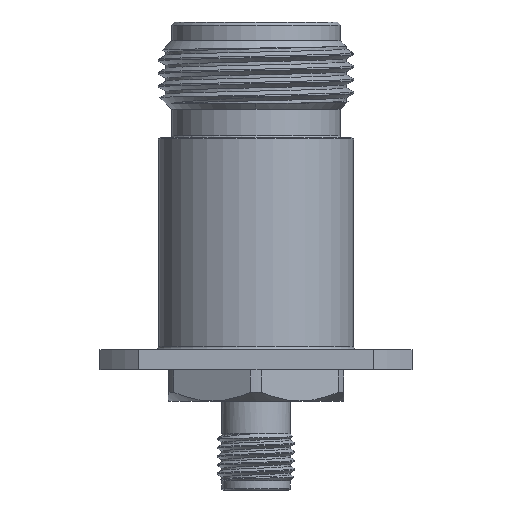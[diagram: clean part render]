
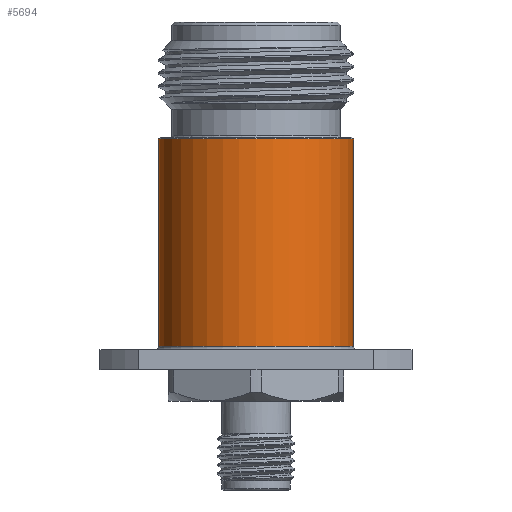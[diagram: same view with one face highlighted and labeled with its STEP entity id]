
A CAD part, front view. The second image highlights one B-rep face of the part: STEP entity #5694.
In plain terms, the highlighted cylindrical face has radius 7.938 mm (diameter 15.875 mm), a partial arc.
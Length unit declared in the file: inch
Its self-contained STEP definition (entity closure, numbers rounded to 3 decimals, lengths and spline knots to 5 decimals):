
#446 = CARTESIAN_POINT ( 'NONE',  ( 0., 0., -0.82 ) ) ;
#746 = CARTESIAN_POINT ( 'NONE',  ( -0.3125, 0., -0.82 ) ) ;
#774 = CIRCLE ( 'NONE', #3610, 0.3125 ) ;
#965 = VERTEX_POINT ( 'NONE', #5443 ) ;
#1231 = DIRECTION ( 'NONE',  ( 0., 0., 1. ) ) ;
#1370 = VERTEX_POINT ( 'NONE', #6755 ) ;
#1392 = VECTOR ( 'NONE', #6728, 39.37008 ) ;
#1402 = DIRECTION ( 'NONE',  ( 0., 0., 1. ) ) ;
#1559 = LINE ( 'NONE', #746, #4468 ) ;
#2023 = ORIENTED_EDGE ( 'NONE', *, *, #6089, .T. ) ;
#2065 = DIRECTION ( 'NONE',  ( 1., 0., 0. ) ) ;
#2173 = FACE_OUTER_BOUND ( 'NONE', #5815, .T. ) ;
#2354 = AXIS2_PLACEMENT_3D ( 'NONE', #446, #5310, #2065 ) ;
#2500 = DIRECTION ( 'NONE',  ( 1., 0., 0. ) ) ;
#2523 = DIRECTION ( 'NONE',  ( -1., 0., 0. ) ) ;
#2564 = ORIENTED_EDGE ( 'NONE', *, *, #3119, .T. ) ;
#2653 = ORIENTED_EDGE ( 'NONE', *, *, #4488, .T. ) ;
#2848 = LINE ( 'NONE', #5634, #1392 ) ;
#3119 = EDGE_CURVE ( 'NONE', #965, #5997, #6784, .T. ) ;
#3331 = CARTESIAN_POINT ( 'NONE',  ( -0.3125, 0., -0.375 ) ) ;
#3444 = CYLINDRICAL_SURFACE ( 'NONE', #2354, 0.3125 ) ;
#3610 = AXIS2_PLACEMENT_3D ( 'NONE', #4155, #1402, #2523 ) ;
#4155 = CARTESIAN_POINT ( 'NONE',  ( 0., 0., -1.04 ) ) ;
#4276 = AXIS2_PLACEMENT_3D ( 'NONE', #5156, #4607, #2500 ) ;
#4468 = VECTOR ( 'NONE', #1231, 39.37008 ) ;
#4488 = EDGE_CURVE ( 'NONE', #7027, #1370, #774, .T. ) ;
#4607 = DIRECTION ( 'NONE',  ( 0., 0., -1. ) ) ;
#4867 = CARTESIAN_POINT ( 'NONE',  ( -0.3125, 0., -1.04 ) ) ;
#5156 = CARTESIAN_POINT ( 'NONE',  ( 0., 0., -0.375 ) ) ;
#5310 = DIRECTION ( 'NONE',  ( 0., 0., 1. ) ) ;
#5443 = CARTESIAN_POINT ( 'NONE',  ( 0.3125, 0., -0.375 ) ) ;
#5634 = CARTESIAN_POINT ( 'NONE',  ( 0.3125, 0., -0.82 ) ) ;
#5694 = ADVANCED_FACE ( 'NONE', ( #2173 ), #3444, .T. ) ;
#5815 = EDGE_LOOP ( 'NONE', ( #5892, #2653, #2023, #2564 ) ) ;
#5892 = ORIENTED_EDGE ( 'NONE', *, *, #6010, .F. ) ;
#5997 = VERTEX_POINT ( 'NONE', #3331 ) ;
#6010 = EDGE_CURVE ( 'NONE', #7027, #5997, #1559, .T. ) ;
#6089 = EDGE_CURVE ( 'NONE', #1370, #965, #2848, .T. ) ;
#6728 = DIRECTION ( 'NONE',  ( 0., 0., 1. ) ) ;
#6755 = CARTESIAN_POINT ( 'NONE',  ( 0.3125, 0., -1.04 ) ) ;
#6784 = CIRCLE ( 'NONE', #4276, 0.3125 ) ;
#7027 = VERTEX_POINT ( 'NONE', #4867 ) ;
